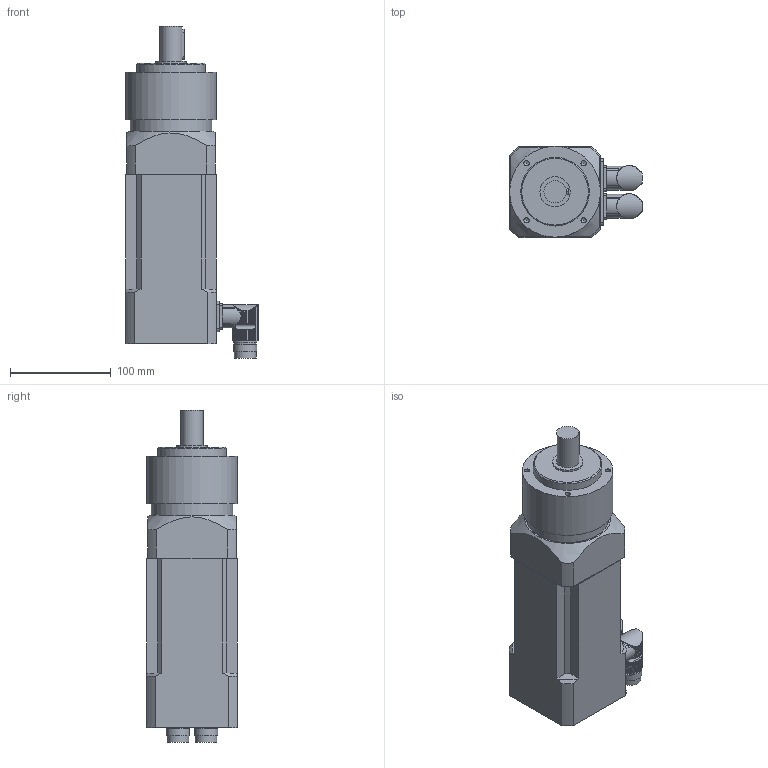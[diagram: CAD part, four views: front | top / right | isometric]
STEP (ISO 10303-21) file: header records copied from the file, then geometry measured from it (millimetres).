
FILE_DESCRIPTION(/* description */ (''),/* implementation_level */ '2;1');
FILE_NAME(/* name */ 'KSG31012Q_R4_PLG90',/* time_stamp */ '2009-02-11T10:25:04+01:00',/* author */ (''),/* organization */ (''),/* preprocessor_version */ 'ST-DEVELOPER v8',/* originating_system */ 'UNIGRAPHICS SOLUTIONS - UNIGRAPHICS 18.0',/* authorisation */ '');
FILE_SCHEMA (('AUTOMOTIVE_DESIGN { 1 2 10303 214 0 1 1 1 }'));
Length unit declared in the file: millimetre
Products named in the file (3): Getrieberumpf_SG3Q_PLG90_0; Winkelflanschdose_0; KSG3108Q_R4_PLG90_0
Assembly tree (3 placements, depth 2):
  KSG3108Q_R4_PLG90_0
    Winkelflanschdose_0  x2
    Getrieberumpf_SG3Q_PLG90_0
Bounding box: 131.49 x 90 x 329.15 mm (x, y, z)
Volume: 1902483.3 mm3; surface area: 160347.2 mm2
Topology: 4 solids, 5 shells, 493 faces, 1338 edges, 894 vertices
Faces by surface type: cylinder 353, plane 113, cone 17, torus 10
Full cylindrical faces by diameter (mm): 5 x4, 5.188 x4, 5.5 x8, 10 x8, 16 x2, 20 x1, 21 x2, 21.5 x2, 22 x1, 23 x4, 30 x1, 37 x1, 40 x1, 42 x1, 47 x2, 49.5 x1, 60 x1, 62 x1, 65.7 x1, 68 x1, 81 x1, 85 x2, 90 x1
Entity records: 10327 total; most frequent: CARTESIAN_POINT 2506, DIRECTION 1584, ORIENTED_EDGE 1556, EDGE_CURVE 778, AXIS2_PLACEMENT_3D 651, VERTEX_POINT 559, EDGE_LOOP 425, ADVANCED_FACE 329
